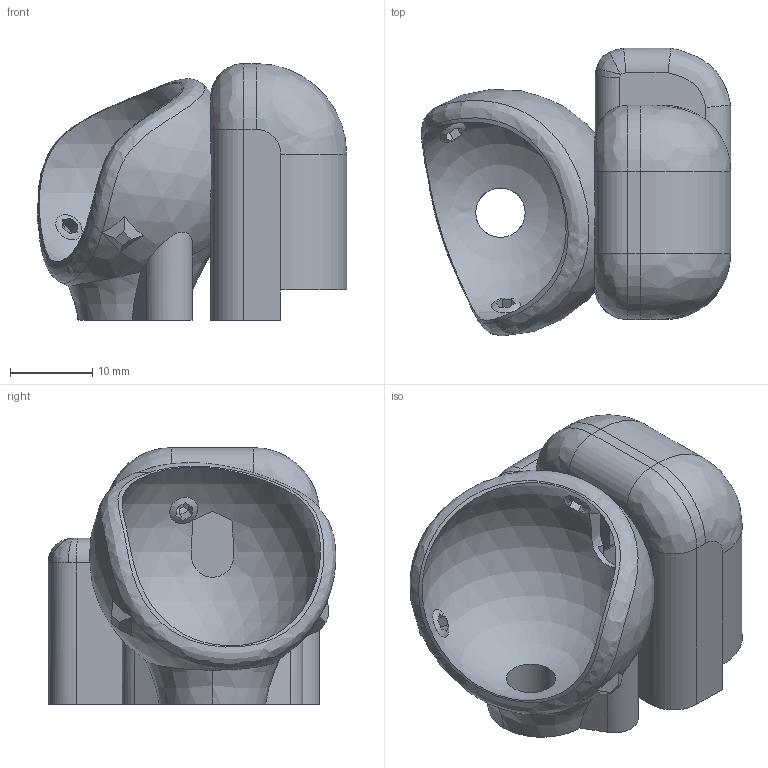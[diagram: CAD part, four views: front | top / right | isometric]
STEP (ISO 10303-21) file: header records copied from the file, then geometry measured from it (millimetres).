
FILE_DESCRIPTION(/* description */ ('HOOPS Exchange Step','CAx-IF Rec.Pracs.---Representation and Presentation of Product Manufacturing Information (PMI)---4.0---2014-10-13'),/* implementation_level */ '2;1');
FILE_NAME(/* name */ 'cool942tb_trackball_case_25mm v1.step',/* time_stamp */ '2025-01-23T09:40:01+09:00',/* author */ (''),/* organization */ (''),/* preprocessor_version */ 'ST-DEVELOPER v20',/* originating_system */ 'Autodesk Translation Framework v13.20.0.188',/* authorisation */ '');
FILE_SCHEMA (('AP242_MANAGED_MODEL_BASED_3D_ENGINEERING_MIM_LF { 1 0 10303 442 1 1 4 }'));
Length unit declared in the file: millimetre
Products named in the file (1): right
Bounding box: 37.59 x 34.96 x 31.2 mm (x, y, z)
Volume: 10466.6 mm3; surface area: 7683.9 mm2
Topology: 1 solids, 1 shells, 157 faces, 426 edges, 271 vertices
Faces by surface type: plane 120, bspline 19, cylinder 16, sphere 2
Full cylindrical faces by diameter (mm): 3.3 x2, 6 x1
Entity records: 9002 total; most frequent: CARTESIAN_POINT 5187, ORIENTED_EDGE 850, DIRECTION 693, EDGE_CURVE 425, LINE 285, VECTOR 285, VERTEX_POINT 271, AXIS2_PLACEMENT_3D 204
